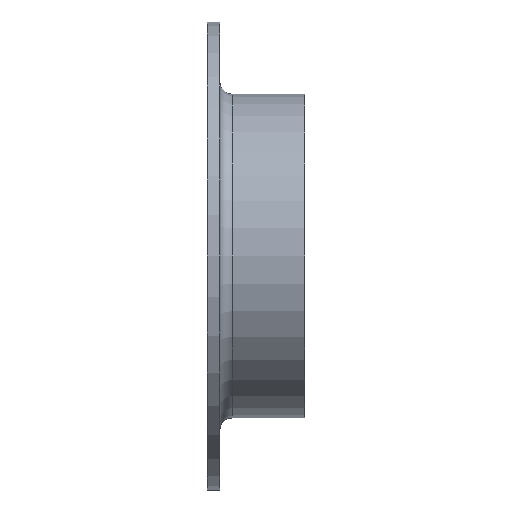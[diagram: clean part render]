
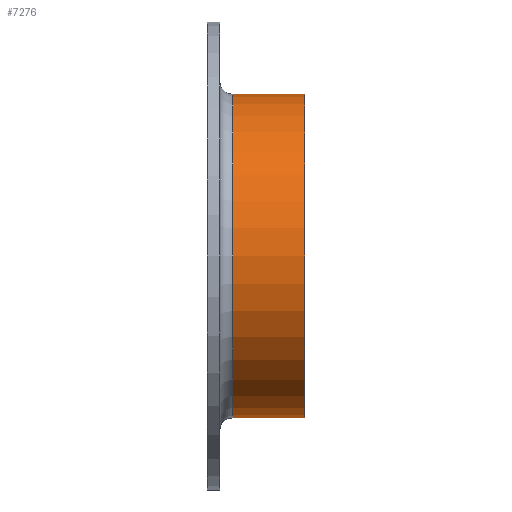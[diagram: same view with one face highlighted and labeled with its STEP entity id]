
A CAD part, front view. The second image highlights one B-rep face of the part: STEP entity #7276.
In plain terms, the highlighted cylindrical face has radius 38.05 mm (diameter 76.1 mm), a full revolution.
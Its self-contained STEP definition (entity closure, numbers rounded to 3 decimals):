
#196 = FACE_OUTER_BOUND ( 'NONE', #14918, .T. ) ;
#268 = DIRECTION ( 'NONE',  ( 0., 0., 1. ) ) ;
#2530 = DIRECTION ( 'NONE',  ( -1., 0., 0. ) ) ;
#3532 = EDGE_CURVE ( 'NONE', #8790, #8790, #4441, .T. ) ;
#3930 = CARTESIAN_POINT ( 'NONE',  ( 23., 0., 0. ) ) ;
#4441 = CIRCLE ( 'NONE', #9048, 38.05 ) ;
#5457 = CARTESIAN_POINT ( 'NONE',  ( 23., 0., 38.05 ) ) ;
#5825 = AXIS2_PLACEMENT_3D ( 'NONE', #11779, #2530, #268 ) ;
#5851 = DIRECTION ( 'NONE',  ( 1., 0., 0. ) ) ;
#6878 = CIRCLE ( 'NONE', #7116, 38.05 ) ;
#7116 = AXIS2_PLACEMENT_3D ( 'NONE', #12741, #5851, #10484 ) ;
#7276 = ADVANCED_FACE ( 'NONE', ( #10578, #196 ), #14199, .T. ) ;
#7390 = EDGE_LOOP ( 'NONE', ( #9261 ) ) ;
#7583 = CARTESIAN_POINT ( 'NONE',  ( 6., 0., 38.05 ) ) ;
#8790 = VERTEX_POINT ( 'NONE', #5457 ) ;
#9048 = AXIS2_PLACEMENT_3D ( 'NONE', #3930, #14314, #13176 ) ;
#9261 = ORIENTED_EDGE ( 'NONE', *, *, #12771, .T. ) ;
#10484 = DIRECTION ( 'NONE',  ( 0., 0., 1. ) ) ;
#10578 = FACE_OUTER_BOUND ( 'NONE', #7390, .T. ) ;
#11020 = ORIENTED_EDGE ( 'NONE', *, *, #3532, .T. ) ;
#11216 = VERTEX_POINT ( 'NONE', #7583 ) ;
#11779 = CARTESIAN_POINT ( 'NONE',  ( 0., 0., 0. ) ) ;
#12741 = CARTESIAN_POINT ( 'NONE',  ( 6., 0., 0. ) ) ;
#12771 = EDGE_CURVE ( 'NONE', #11216, #11216, #6878, .T. ) ;
#13176 = DIRECTION ( 'NONE',  ( 0., 0., 1. ) ) ;
#14199 = CYLINDRICAL_SURFACE ( 'NONE', #5825, 38.05 ) ;
#14314 = DIRECTION ( 'NONE',  ( -1., 0., 0. ) ) ;
#14918 = EDGE_LOOP ( 'NONE', ( #11020 ) ) ;
